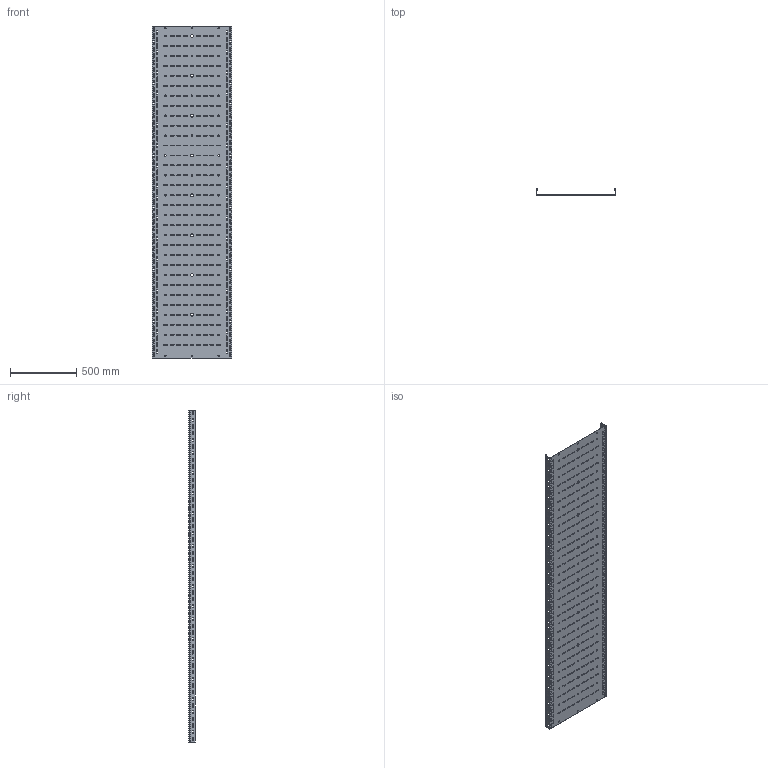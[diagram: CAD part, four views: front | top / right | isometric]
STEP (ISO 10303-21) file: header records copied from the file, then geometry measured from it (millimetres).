
FILE_DESCRIPTION (( 'STEP AP203' ), '1' );
FILE_NAME ('CLP10-050-600-200-D25 Ëîòîê ïåðôîðèðîâàííûé ESCA 50õ600õ2500-2,0 IEK.STEP', '2021-10-04T13:37:57', ( '' ), ( '' ), 'SwSTEP 2.0', 'SolidWorks 2017', '' );
FILE_SCHEMA (( 'CONFIG_CONTROL_DESIGN' ));
Products named in the file (1): CLP10-050-600-200-D25 Ëîòîê ïåðôîðèðîâàííûé ESCA 50õ600õ2500-2,0 IEK
Bounding box: 600 x 49.97 x 2500 mm (x, y, z)
Volume: 3490715.7 mm3; surface area: 3402910.8 mm2
Topology: 1 solids, 1 shells, 2630 faces, 7884 edges, 5256 vertices
Faces by surface type: cylinder 1494, plane 1136
Entity records: 92181 total; most frequent: DIRECTION 16134, CARTESIAN_POINT 15771, ORIENTED_EDGE 15768, EDGE_CURVE 7884, AXIS2_PLACEMENT_3D 5619, VERTEX_POINT 5256, LINE 4896, VECTOR 4896
